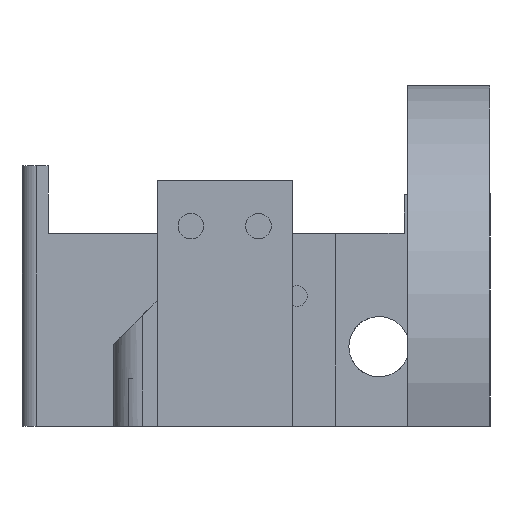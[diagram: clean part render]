
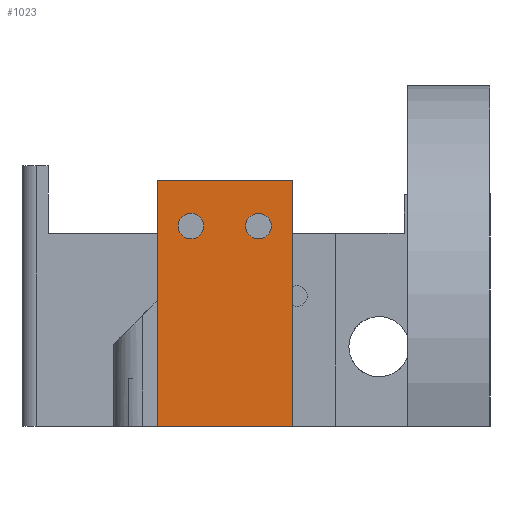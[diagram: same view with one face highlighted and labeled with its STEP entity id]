
A CAD part, left-side view. The second image highlights one B-rep face of the part: STEP entity #1023.
In plain terms, the highlighted planar face has unit normal (-1, 0, 0).
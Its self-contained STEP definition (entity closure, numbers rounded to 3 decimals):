
#48 = CARTESIAN_POINT ( 'NONE',  ( -101.5, 0., 0. ) ) ;
#77 = AXIS2_PLACEMENT_3D ( 'NONE', #1374, #1303, #2408 ) ;
#236 = CARTESIAN_POINT ( 'NONE',  ( -101.5, 3.5, 19.425 ) ) ;
#433 = ORIENTED_EDGE ( 'NONE', *, *, #5575, .T. ) ;
#435 = EDGE_LOOP ( 'NONE', ( #5563, #780, #6373, #3163 ) ) ;
#530 = CIRCLE ( 'NONE', #77, 1.325 ) ;
#572 = PLANE ( 'NONE',  #1818 ) ;
#732 = CARTESIAN_POINT ( 'NONE',  ( -101.5, 0., 0. ) ) ;
#744 = VECTOR ( 'NONE', #2142, 1000. ) ;
#780 = ORIENTED_EDGE ( 'NONE', *, *, #6232, .T. ) ;
#823 = ORIENTED_EDGE ( 'NONE', *, *, #4615, .T. ) ;
#1023 = ADVANCED_FACE ( 'NONE', ( #6837, #5279, #6546 ), #572, .T. ) ;
#1052 = EDGE_CURVE ( 'NONE', #3569, #4129, #1254, .T. ) ;
#1112 = DIRECTION ( 'NONE',  ( 0., 0., 1. ) ) ;
#1250 = ORIENTED_EDGE ( 'NONE', *, *, #5115, .T. ) ;
#1254 = LINE ( 'NONE', #732, #4473 ) ;
#1303 = DIRECTION ( 'NONE',  ( 1., 0., 0. ) ) ;
#1374 = CARTESIAN_POINT ( 'NONE',  ( -101.5, -3.5, 20.75 ) ) ;
#1487 = CARTESIAN_POINT ( 'NONE',  ( -101.5, -3.5, 20.75 ) ) ;
#1555 = CARTESIAN_POINT ( 'NONE',  ( -101.5, -7., 0. ) ) ;
#1605 = VERTEX_POINT ( 'NONE', #5921 ) ;
#1649 = DIRECTION ( 'NONE',  ( 0., 0., 1. ) ) ;
#1773 = DIRECTION ( 'NONE',  ( 0., -1., 0. ) ) ;
#1818 = AXIS2_PLACEMENT_3D ( 'NONE', #48, #6355, #1649 ) ;
#1881 = LINE ( 'NONE', #4022, #5957 ) ;
#2069 = VERTEX_POINT ( 'NONE', #2506 ) ;
#2075 = DIRECTION ( 'NONE',  ( 1., 0., 0. ) ) ;
#2142 = DIRECTION ( 'NONE',  ( 0., 0., -1. ) ) ;
#2224 = ORIENTED_EDGE ( 'NONE', *, *, #2892, .T. ) ;
#2241 = EDGE_CURVE ( 'NONE', #3464, #4129, #5907, .T. ) ;
#2408 = DIRECTION ( 'NONE',  ( 0., 0., 1. ) ) ;
#2506 = CARTESIAN_POINT ( 'NONE',  ( -101.5, 3.5, 22.075 ) ) ;
#2731 = CARTESIAN_POINT ( 'NONE',  ( -101.5, -3.5, 22.075 ) ) ;
#2736 = AXIS2_PLACEMENT_3D ( 'NONE', #1487, #6775, #1112 ) ;
#2892 = EDGE_CURVE ( 'NONE', #5052, #1605, #530, .T. ) ;
#3163 = ORIENTED_EDGE ( 'NONE', *, *, #1052, .T. ) ;
#3312 = CIRCLE ( 'NONE', #5969, 1.325 ) ;
#3410 = CIRCLE ( 'NONE', #6398, 1.325 ) ;
#3464 = VERTEX_POINT ( 'NONE', #4347 ) ;
#3511 = CIRCLE ( 'NONE', #2736, 1.325 ) ;
#3569 = VERTEX_POINT ( 'NONE', #3703 ) ;
#3703 = CARTESIAN_POINT ( 'NONE',  ( -101.5, 7., 0. ) ) ;
#3955 = DIRECTION ( 'NONE',  ( 0., 1., 0. ) ) ;
#4022 = CARTESIAN_POINT ( 'NONE',  ( -101.5, 0., 25.5 ) ) ;
#4129 = VERTEX_POINT ( 'NONE', #1555 ) ;
#4326 = CARTESIAN_POINT ( 'NONE',  ( -101.5, 3.5, 20.75 ) ) ;
#4347 = CARTESIAN_POINT ( 'NONE',  ( -101.5, -7., 25.5 ) ) ;
#4430 = DIRECTION ( 'NONE',  ( 1., 0., 0. ) ) ;
#4473 = VECTOR ( 'NONE', #1773, 1000. ) ;
#4496 = EDGE_LOOP ( 'NONE', ( #2224, #433 ) ) ;
#4615 = EDGE_CURVE ( 'NONE', #5308, #2069, #3312, .T. ) ;
#4829 = CARTESIAN_POINT ( 'NONE',  ( -101.5, -7., 0. ) ) ;
#4838 = CARTESIAN_POINT ( 'NONE',  ( -101.5, 7., 25.5 ) ) ;
#5052 = VERTEX_POINT ( 'NONE', #2731 ) ;
#5092 = VECTOR ( 'NONE', #6357, 1000. ) ;
#5115 = EDGE_CURVE ( 'NONE', #2069, #5308, #3410, .T. ) ;
#5227 = CARTESIAN_POINT ( 'NONE',  ( -101.5, 3.5, 20.75 ) ) ;
#5279 = FACE_BOUND ( 'NONE', #5634, .T. ) ;
#5308 = VERTEX_POINT ( 'NONE', #236 ) ;
#5544 = EDGE_CURVE ( 'NONE', #5718, #3569, #5853, .T. ) ;
#5563 = ORIENTED_EDGE ( 'NONE', *, *, #2241, .F. ) ;
#5575 = EDGE_CURVE ( 'NONE', #1605, #5052, #3511, .T. ) ;
#5634 = EDGE_LOOP ( 'NONE', ( #1250, #823 ) ) ;
#5718 = VERTEX_POINT ( 'NONE', #4838 ) ;
#5782 = CARTESIAN_POINT ( 'NONE',  ( -101.5, 7., 0. ) ) ;
#5853 = LINE ( 'NONE', #5782, #744 ) ;
#5907 = LINE ( 'NONE', #4829, #5092 ) ;
#5921 = CARTESIAN_POINT ( 'NONE',  ( -101.5, -3.5, 19.425 ) ) ;
#5957 = VECTOR ( 'NONE', #3955, 1000. ) ;
#5969 = AXIS2_PLACEMENT_3D ( 'NONE', #5227, #2075, #6264 ) ;
#6232 = EDGE_CURVE ( 'NONE', #3464, #5718, #1881, .T. ) ;
#6264 = DIRECTION ( 'NONE',  ( 0., 0., 1. ) ) ;
#6355 = DIRECTION ( 'NONE',  ( -1., 0., 0. ) ) ;
#6357 = DIRECTION ( 'NONE',  ( 0., 0., -1. ) ) ;
#6373 = ORIENTED_EDGE ( 'NONE', *, *, #5544, .T. ) ;
#6398 = AXIS2_PLACEMENT_3D ( 'NONE', #4326, #4430, #6472 ) ;
#6472 = DIRECTION ( 'NONE',  ( 0., 0., 1. ) ) ;
#6546 = FACE_BOUND ( 'NONE', #4496, .T. ) ;
#6775 = DIRECTION ( 'NONE',  ( 1., 0., 0. ) ) ;
#6837 = FACE_OUTER_BOUND ( 'NONE', #435, .T. ) ;
